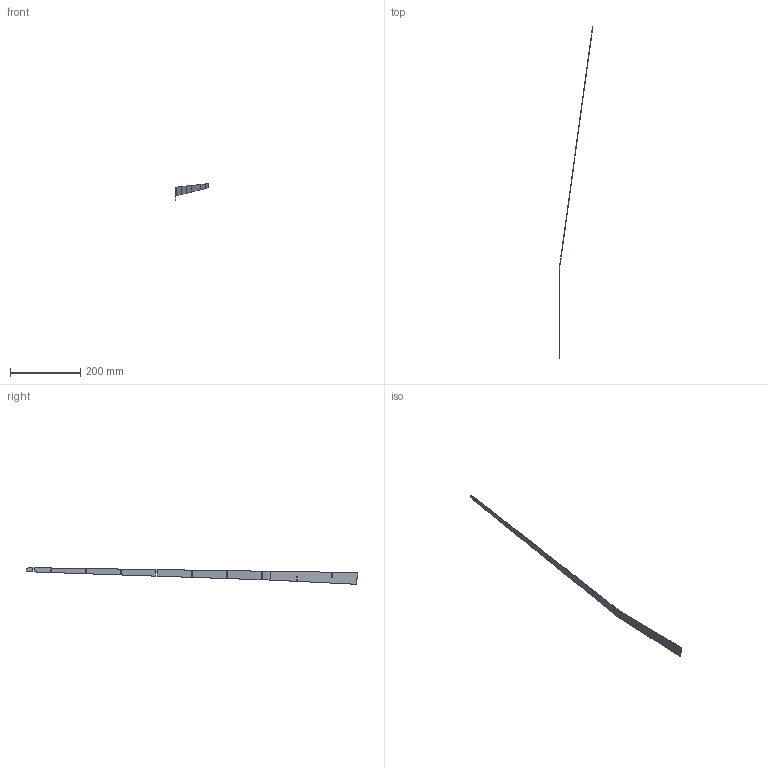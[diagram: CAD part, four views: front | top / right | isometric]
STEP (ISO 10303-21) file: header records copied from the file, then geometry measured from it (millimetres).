
FILE_DESCRIPTION(('CATIA V5 STEP Exchange'),'2;1');
FILE_NAME('Con_Wing_front_spar.stp','2021-02-27T11:27:01+00:00',('none'),('none'),'CATIA Version 5 Release 21 GA (IN-10)','CATIA V5 STEP AP203','none');
FILE_SCHEMA(('CONFIG_CONTROL_DESIGN'));
Length unit declared in the file: millimetre
Products named in the file (1): Con_Wing_front_spar
Bounding box: 96.56 x 944.87 x 47.22 mm (x, y, z)
Volume: 19719.5 mm3; surface area: 41595.8 mm2
Topology: 1 solids, 1 shells, 99 faces, 289 edges, 192 vertices
Faces by surface type: plane 81, bspline 18
Entity records: 8838 total; most frequent: CARTESIAN_POINT 6648, ORIENTED_EDGE 578, EDGE_CURVE 289, DIRECTION 239, VERTEX_POINT 192, B_SPLINE_CURVE_WITH_KNOTS 180, VECTOR 109, LINE 109
